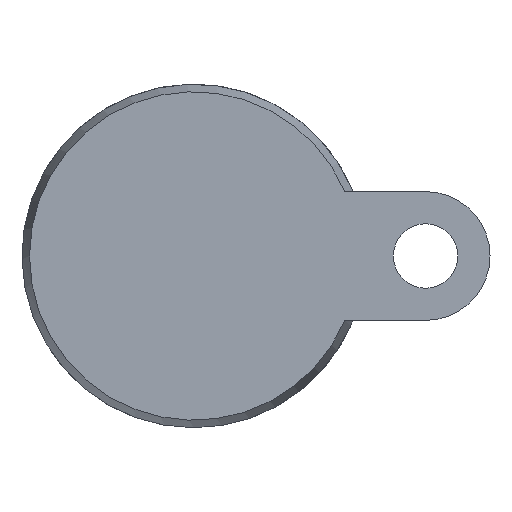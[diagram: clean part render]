
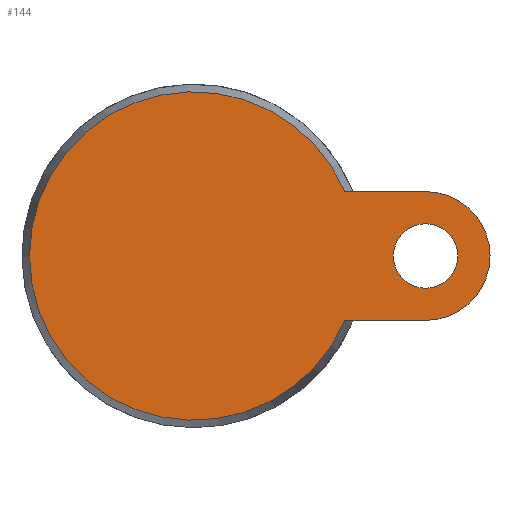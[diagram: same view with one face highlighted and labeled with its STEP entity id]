
A CAD part, front view. The second image highlights one B-rep face of the part: STEP entity #144.
In plain terms, the highlighted planar face has unit normal (0, -1, 0).
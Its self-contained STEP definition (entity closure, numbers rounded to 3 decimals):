
#144 = ADVANCED_FACE( '', ( #309, #310 ), #311, .F. );
#309 = FACE_BOUND( '', #516, .T. );
#310 = FACE_OUTER_BOUND( '', #517, .T. );
#311 = PLANE( '', #518 );
#516 = EDGE_LOOP( '', ( #831 ) );
#517 = EDGE_LOOP( '', ( #832, #833, #834, #835 ) );
#518 = AXIS2_PLACEMENT_3D( '', #836, #837, #838 );
#831 = ORIENTED_EDGE( '', *, *, #1056, .T. );
#832 = ORIENTED_EDGE( '', *, *, #1075, .F. );
#833 = ORIENTED_EDGE( '', *, *, #983, .T. );
#834 = ORIENTED_EDGE( '', *, *, #1059, .F. );
#835 = ORIENTED_EDGE( '', *, *, #1076, .F. );
#836 = CARTESIAN_POINT( '', ( 38.25, 0., 0. ) );
#837 = DIRECTION( '', ( 0., 1., 0. ) );
#838 = DIRECTION( '', ( 0., 0., 1. ) );
#983 = EDGE_CURVE( '', #1144, #1148, #1150, .T. );
#1056 = EDGE_CURVE( '', #1260, #1260, #1261, .T. );
#1059 = EDGE_CURVE( '', #1264, #1148, #1265, .T. );
#1075 = EDGE_CURVE( '', #1144, #1282, #1283, .T. );
#1076 = EDGE_CURVE( '', #1282, #1264, #1284, .T. );
#1144 = VERTEX_POINT( '', #1392 );
#1148 = VERTEX_POINT( '', #1399 );
#1150 = CIRCLE( '', #1404, 38.25 );
#1260 = VERTEX_POINT( '', #1622 );
#1261 = CIRCLE( '', #1623, 7.5 );
#1264 = VERTEX_POINT( '', #1626 );
#1265 = LINE( '', #1627, #1628 );
#1282 = VERTEX_POINT( '', #1655 );
#1283 = LINE( '', #1656, #1657 );
#1284 = CIRCLE( '', #1658, 15. );
#1392 = CARTESIAN_POINT( '', ( 35.186, 0., 15. ) );
#1399 = CARTESIAN_POINT( '', ( 35.186, 0., -15. ) );
#1404 = AXIS2_PLACEMENT_3D( '', #1735, #1736, #1737 );
#1622 = CARTESIAN_POINT( '', ( 61.5, 0., 0. ) );
#1623 = AXIS2_PLACEMENT_3D( '', #1819, #1820, #1821 );
#1626 = CARTESIAN_POINT( '', ( 54., 0., -15. ) );
#1627 = CARTESIAN_POINT( '', ( 54., 0., -15. ) );
#1628 = VECTOR( '', #1822, 1000. );
#1655 = CARTESIAN_POINT( '', ( 54., 0., 15. ) );
#1656 = CARTESIAN_POINT( '', ( 0., 0., 15. ) );
#1657 = VECTOR( '', #1834, 1000. );
#1658 = AXIS2_PLACEMENT_3D( '', #1835, #1836, #1837 );
#1735 = CARTESIAN_POINT( '', ( 0., 0., 0. ) );
#1736 = DIRECTION( '', ( 0., -1., 0. ) );
#1737 = DIRECTION( '', ( 0., 0., -1. ) );
#1819 = CARTESIAN_POINT( '', ( 54., 0., 0. ) );
#1820 = DIRECTION( '', ( 0., 1., 0. ) );
#1821 = DIRECTION( '', ( 1., 0., 0. ) );
#1822 = DIRECTION( '', ( -1., 0., 0. ) );
#1834 = DIRECTION( '', ( 1., 0., 0. ) );
#1835 = CARTESIAN_POINT( '', ( 54., 0., 0. ) );
#1836 = DIRECTION( '', ( 0., 1., 0. ) );
#1837 = DIRECTION( '', ( 1., 0., 0. ) );
